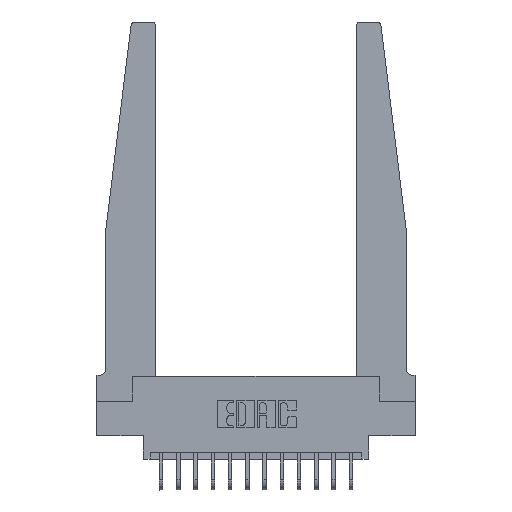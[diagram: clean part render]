
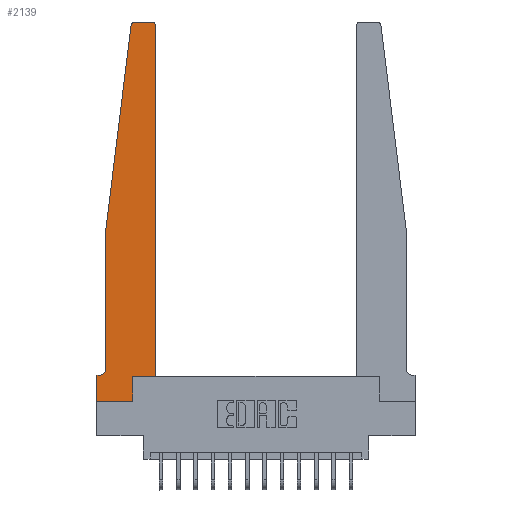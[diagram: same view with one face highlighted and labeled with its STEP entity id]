
A CAD part, top view. The second image highlights one B-rep face of the part: STEP entity #2139.
In plain terms, the highlighted planar face has unit normal (0, 0, 1).
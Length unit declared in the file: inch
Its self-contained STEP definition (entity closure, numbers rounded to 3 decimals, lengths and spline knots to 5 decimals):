
#99 = CARTESIAN_POINT ( 'NONE',  ( 0.2605, 0., 0.37 ) ) ;
#552 = CARTESIAN_POINT ( 'NONE',  ( 0.065, 1.25, 0.37 ) ) ;
#608 = VERTEX_POINT ( 'NONE', #2147 ) ;
#661 = AXIS2_PLACEMENT_3D ( 'NONE', #1040, #5104, #762 ) ;
#762 = DIRECTION ( 'NONE',  ( 1., 0., 0. ) ) ;
#797 = EDGE_CURVE ( 'NONE', #13705, #1585, #4039, .T. ) ;
#858 = EDGE_CURVE ( 'NONE', #608, #16084, #8060, .T. ) ;
#864 = CIRCLE ( 'NONE', #12242, 0.03 ) ;
#985 = CARTESIAN_POINT ( 'NONE',  ( 0., 0., 0.37 ) ) ;
#1040 = CARTESIAN_POINT ( 'NONE',  ( 0.27653, 2.72, 0.37 ) ) ;
#1070 = CARTESIAN_POINT ( 'NONE',  ( 0.425, 0.18, 0.37 ) ) ;
#1585 = VERTEX_POINT ( 'NONE', #2771 ) ;
#1970 = ORIENTED_EDGE ( 'NONE', *, *, #14364, .T. ) ;
#2019 = VECTOR ( 'NONE', #18193, 39.37008 ) ;
#2139 = ADVANCED_FACE ( 'NONE', ( #11031 ), #16918, .T. ) ;
#2147 = CARTESIAN_POINT ( 'NONE',  ( 0., 0.1875, 0.37 ) ) ;
#2234 = DIRECTION ( 'NONE',  ( -1., 0., 0. ) ) ;
#2330 = EDGE_CURVE ( 'NONE', #16978, #4021, #11548, .T. ) ;
#2337 = VECTOR ( 'NONE', #4284, 39.37008 ) ;
#2656 = CARTESIAN_POINT ( 'NONE',  ( 0.065, 1.25, 0.37 ) ) ;
#2771 = CARTESIAN_POINT ( 'NONE',  ( 0.24675, 2.72367, 0.37 ) ) ;
#2835 = LINE ( 'NONE', #7360, #12139 ) ;
#2857 = VERTEX_POINT ( 'NONE', #15515 ) ;
#3641 = VECTOR ( 'NONE', #2234, 39.37008 ) ;
#3990 = EDGE_CURVE ( 'NONE', #8497, #15162, #864, .T. ) ;
#4005 = VECTOR ( 'NONE', #18041, 39.37008 ) ;
#4021 = VERTEX_POINT ( 'NONE', #10121 ) ;
#4039 = CIRCLE ( 'NONE', #661, 0.03 ) ;
#4182 = AXIS2_PLACEMENT_3D ( 'NONE', #13986, #18482, #5326 ) ;
#4284 = DIRECTION ( 'NONE',  ( 0., -1., 0. ) ) ;
#4690 = EDGE_CURVE ( 'NONE', #15162, #13705, #11147, .T. ) ;
#5104 = DIRECTION ( 'NONE',  ( 0., 0., 1. ) ) ;
#5326 = DIRECTION ( 'NONE',  ( -1., 0., 0. ) ) ;
#5362 = CARTESIAN_POINT ( 'NONE',  ( 0., 0., 0.37 ) ) ;
#5593 = CARTESIAN_POINT ( 'NONE',  ( 0.065, 1.25, 0.37 ) ) ;
#6474 = AXIS2_PLACEMENT_3D ( 'NONE', #8359, #14122, #14217 ) ;
#6476 = ORIENTED_EDGE ( 'NONE', *, *, #797, .T. ) ;
#6538 = ORIENTED_EDGE ( 'NONE', *, *, #10374, .T. ) ;
#6585 = LINE ( 'NONE', #8038, #2019 ) ;
#6697 = DIRECTION ( 'NONE',  ( 0., 0., 1. ) ) ;
#7360 = CARTESIAN_POINT ( 'NONE',  ( 0.425, 0.18, 0.37 ) ) ;
#7400 = ORIENTED_EDGE ( 'NONE', *, *, #14424, .T. ) ;
#8038 = CARTESIAN_POINT ( 'NONE',  ( 0.065, 0.1875, 0.37 ) ) ;
#8060 = LINE ( 'NONE', #985, #17262 ) ;
#8359 = CARTESIAN_POINT ( 'NONE',  ( 0., 0.1875, 0.37 ) ) ;
#8445 = ORIENTED_EDGE ( 'NONE', *, *, #16188, .T. ) ;
#8497 = VERTEX_POINT ( 'NONE', #17480 ) ;
#8879 = CARTESIAN_POINT ( 'NONE',  ( 0., 0., 0.37 ) ) ;
#9017 = VECTOR ( 'NONE', #9208, 39.37008 ) ;
#9069 = EDGE_CURVE ( 'NONE', #12790, #2857, #18229, .T. ) ;
#9201 = EDGE_LOOP ( 'NONE', ( #14959, #6476, #6538, #7400, #12847, #8445, #15468, #15081, #9915, #10562, #1970, #13360 ) ) ;
#9208 = DIRECTION ( 'NONE',  ( 1., 0., 0. ) ) ;
#9288 = CARTESIAN_POINT ( 'NONE',  ( 0.2605, 0.18, 0.37 ) ) ;
#9697 = LINE ( 'NONE', #5362, #15835 ) ;
#9908 = VERTEX_POINT ( 'NONE', #552 ) ;
#9915 = ORIENTED_EDGE ( 'NONE', *, *, #9069, .T. ) ;
#10121 = CARTESIAN_POINT ( 'NONE',  ( 0.015, 0.1875, 0.37 ) ) ;
#10374 = EDGE_CURVE ( 'NONE', #1585, #9908, #12896, .T. ) ;
#10480 = CARTESIAN_POINT ( 'NONE',  ( 0.395, 2.75, 0.37 ) ) ;
#10562 = ORIENTED_EDGE ( 'NONE', *, *, #11890, .T. ) ;
#10753 = LINE ( 'NONE', #16540, #9017 ) ;
#10912 = DIRECTION ( 'NONE',  ( 1., 0., 0. ) ) ;
#11031 = FACE_OUTER_BOUND ( 'NONE', #9201, .T. ) ;
#11147 = LINE ( 'NONE', #15697, #3641 ) ;
#11548 = CIRCLE ( 'NONE', #4182, 0.05 ) ;
#11560 = DIRECTION ( 'NONE',  ( -0.122, -0.992, 0. ) ) ;
#11890 = EDGE_CURVE ( 'NONE', #2857, #13597, #10753, .T. ) ;
#12008 = CARTESIAN_POINT ( 'NONE',  ( 0.065, 0.2375, 0.37 ) ) ;
#12139 = VECTOR ( 'NONE', #16119, 39.37008 ) ;
#12242 = AXIS2_PLACEMENT_3D ( 'NONE', #18493, #6697, #10912 ) ;
#12706 = DIRECTION ( 'NONE',  ( 0., -1., 0. ) ) ;
#12790 = VERTEX_POINT ( 'NONE', #99 ) ;
#12847 = ORIENTED_EDGE ( 'NONE', *, *, #2330, .T. ) ;
#12896 = LINE ( 'NONE', #5593, #18783 ) ;
#13360 = ORIENTED_EDGE ( 'NONE', *, *, #3990, .T. ) ;
#13540 = CARTESIAN_POINT ( 'NONE',  ( 0.27653, 2.75, 0.37 ) ) ;
#13597 = VERTEX_POINT ( 'NONE', #1070 ) ;
#13705 = VERTEX_POINT ( 'NONE', #13540 ) ;
#13986 = CARTESIAN_POINT ( 'NONE',  ( 0.015, 0.2375, 0.37 ) ) ;
#14122 = DIRECTION ( 'NONE',  ( 0., 0., 1. ) ) ;
#14217 = DIRECTION ( 'NONE',  ( 1., 0., 0. ) ) ;
#14364 = EDGE_CURVE ( 'NONE', #13597, #8497, #2835, .T. ) ;
#14424 = EDGE_CURVE ( 'NONE', #9908, #16978, #14663, .T. ) ;
#14663 = LINE ( 'NONE', #2656, #2337 ) ;
#14959 = ORIENTED_EDGE ( 'NONE', *, *, #4690, .T. ) ;
#15081 = ORIENTED_EDGE ( 'NONE', *, *, #17967, .T. ) ;
#15162 = VERTEX_POINT ( 'NONE', #10480 ) ;
#15468 = ORIENTED_EDGE ( 'NONE', *, *, #858, .T. ) ;
#15515 = CARTESIAN_POINT ( 'NONE',  ( 0.2605, 0.18, 0.37 ) ) ;
#15661 = DIRECTION ( 'NONE',  ( 1., 0., 0. ) ) ;
#15697 = CARTESIAN_POINT ( 'NONE',  ( 0.25, 2.75, 0.37 ) ) ;
#15835 = VECTOR ( 'NONE', #15661, 39.37008 ) ;
#16084 = VERTEX_POINT ( 'NONE', #8879 ) ;
#16119 = DIRECTION ( 'NONE',  ( 0., 1., 0. ) ) ;
#16188 = EDGE_CURVE ( 'NONE', #4021, #608, #6585, .T. ) ;
#16540 = CARTESIAN_POINT ( 'NONE',  ( 0.425, 0.18, 0.37 ) ) ;
#16918 = PLANE ( 'NONE',  #6474 ) ;
#16978 = VERTEX_POINT ( 'NONE', #12008 ) ;
#17262 = VECTOR ( 'NONE', #12706, 39.37008 ) ;
#17480 = CARTESIAN_POINT ( 'NONE',  ( 0.425, 2.72, 0.37 ) ) ;
#17967 = EDGE_CURVE ( 'NONE', #16084, #12790, #9697, .T. ) ;
#18041 = DIRECTION ( 'NONE',  ( 0., 1., 0. ) ) ;
#18193 = DIRECTION ( 'NONE',  ( -1., 0., 0. ) ) ;
#18229 = LINE ( 'NONE', #9288, #4005 ) ;
#18482 = DIRECTION ( 'NONE',  ( 0., 0., -1. ) ) ;
#18493 = CARTESIAN_POINT ( 'NONE',  ( 0.395, 2.72, 0.37 ) ) ;
#18783 = VECTOR ( 'NONE', #11560, 39.37008 ) ;
